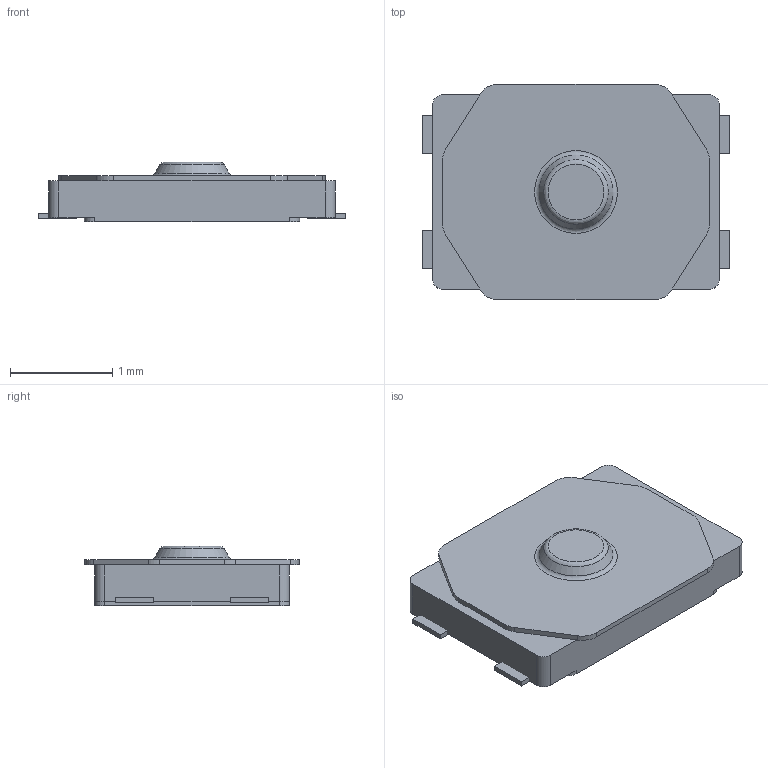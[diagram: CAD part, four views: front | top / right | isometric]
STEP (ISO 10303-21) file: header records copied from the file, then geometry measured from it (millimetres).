
FILE_DESCRIPTION(('FreeCAD Model'),'2;1');
FILE_NAME('/1TS028A-2400-0603-CT.step','2020-11-11T16:23:06',('Author'),(''), 'Open CASCADE STEP processor 7.3','FreeCAD','Unknown');
FILE_SCHEMA(('AUTOMOTIVE_DESIGN { 1 0 10303 214 1 1 1 1 }'));
Length unit declared in the file: millimetre
Products named in the file (4): Part; leads; body; dome
Assembly tree (3 placements, depth 2):
  Part
    leads
    body
    dome
Bounding box: 3 x 2.1 x 0.58 mm (x, y, z)
Volume: 2.4 mm3; surface area: 33.2 mm2
Topology: 3 solids, 3 shells, 66 faces, 175 edges, 116 vertices
Faces by surface type: plane 47, cylinder 16, torus 2, cone 1
Entity records: 2134 total; most frequent: CARTESIAN_POINT 361, DIRECTION 353, ORIENTED_EDGE 350, EDGE_CURVE 175, LINE 137, VECTOR 137, VERTEX_POINT 116, AXIS2_PLACEMENT_3D 108
